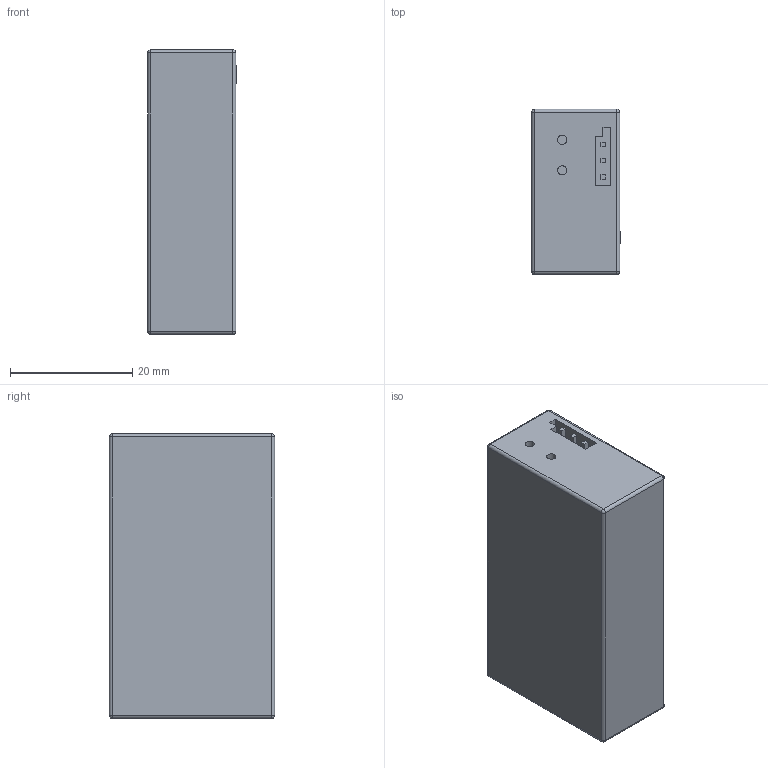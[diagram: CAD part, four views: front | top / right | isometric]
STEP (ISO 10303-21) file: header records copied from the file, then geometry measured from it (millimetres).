
FILE_DESCRIPTION(('FreeCAD Model'),'2;1');
FILE_NAME('frsky_x8r.step','2017-10-28T17:55:22',( 'Author'),(''),'Open CASCADE STEP processor 7.1','FreeCAD','Unknown' );
FILE_SCHEMA(('AUTOMOTIVE_DESIGN { 1 0 10303 214 1 1 1 1 }'));
Length unit declared in the file: millimetre
Products named in the file (1): FrSky_X8R_model
Bounding box: 14.5 x 27 x 46.55 mm (x, y, z)
Volume: 16613.6 mm3; surface area: 6039.2 mm2
Topology: 35 solids, 35 shells, 264 faces, 545 edges, 350 vertices
Faces by surface type: plane 241, cylinder 15, sphere 8
Full cylindrical faces by diameter (mm): 1.5 x2, 3 x1
Entity records: 15505 total; most frequent: CARTESIAN_POINT 2264, DIRECTION 2138, LINE 1543, VECTOR 1543, ORIENTED_EDGE 1074, PCURVE 1074, DEFINITIONAL_REPRESENTATION 1074, EDGE_CURVE 537
